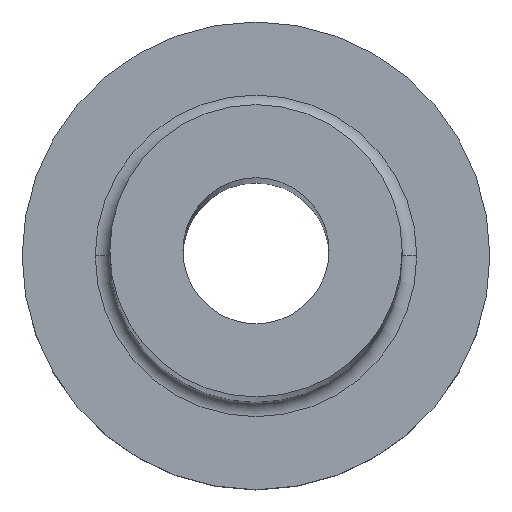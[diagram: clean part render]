
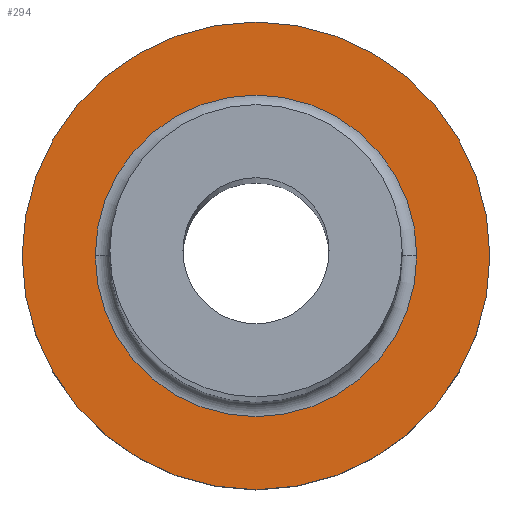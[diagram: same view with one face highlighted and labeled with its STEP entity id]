
A CAD part, top view. The second image highlights one B-rep face of the part: STEP entity #294.
In plain terms, the highlighted planar face has unit normal (0, 0, 1).
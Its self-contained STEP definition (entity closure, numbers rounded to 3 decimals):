
#2 = EDGE_LOOP ( 'NONE', ( #123, #119 ) ) ;
#5 = AXIS2_PLACEMENT_3D ( 'NONE', #232, #126, #377 ) ;
#22 = DIRECTION ( 'NONE',  ( 1., 0., 0. ) ) ;
#24 = CARTESIAN_POINT ( 'NONE',  ( 0., 0., 5. ) ) ;
#26 = EDGE_CURVE ( 'NONE', #47, #270, #347, .T. ) ;
#28 = PLANE ( 'NONE',  #221 ) ;
#31 = CARTESIAN_POINT ( 'NONE',  ( 8., 0., 5. ) ) ;
#33 = EDGE_CURVE ( 'NONE', #330, #304, #323, .T. ) ;
#38 = DIRECTION ( 'NONE',  ( 0., 0., -1. ) ) ;
#43 = ORIENTED_EDGE ( 'NONE', *, *, #33, .T. ) ;
#46 = CARTESIAN_POINT ( 'NONE',  ( 0., 0., 5. ) ) ;
#47 = VERTEX_POINT ( 'NONE', #340 ) ;
#67 = FACE_OUTER_BOUND ( 'NONE', #2, .T. ) ;
#71 = CARTESIAN_POINT ( 'NONE',  ( -5.5, 0., 5. ) ) ;
#86 = AXIS2_PLACEMENT_3D ( 'NONE', #326, #38, #318 ) ;
#87 = DIRECTION ( 'NONE',  ( 1., 0., 0. ) ) ;
#96 = DIRECTION ( 'NONE',  ( 1., 0., 0. ) ) ;
#104 = EDGE_LOOP ( 'NONE', ( #316, #43 ) ) ;
#119 = ORIENTED_EDGE ( 'NONE', *, *, #160, .T. ) ;
#123 = ORIENTED_EDGE ( 'NONE', *, *, #26, .T. ) ;
#126 = DIRECTION ( 'NONE',  ( 0., 0., -1. ) ) ;
#131 = CARTESIAN_POINT ( 'NONE',  ( 5.5, 0., 5. ) ) ;
#141 = CIRCLE ( 'NONE', #305, 8. ) ;
#146 = DIRECTION ( 'NONE',  ( 0., 0., 1. ) ) ;
#160 = EDGE_CURVE ( 'NONE', #270, #47, #141, .T. ) ;
#181 = FACE_BOUND ( 'NONE', #104, .T. ) ;
#221 = AXIS2_PLACEMENT_3D ( 'NONE', #287, #241, #96 ) ;
#232 = CARTESIAN_POINT ( 'NONE',  ( 0., 0., 5. ) ) ;
#241 = DIRECTION ( 'NONE',  ( 0., 0., 1. ) ) ;
#253 = DIRECTION ( 'NONE',  ( 0., 0., 1. ) ) ;
#270 = VERTEX_POINT ( 'NONE', #31 ) ;
#287 = CARTESIAN_POINT ( 'NONE',  ( 0., 0., 5. ) ) ;
#291 = CIRCLE ( 'NONE', #86, 5.5 ) ;
#294 = ADVANCED_FACE ( 'NONE', ( #181, #67 ), #28, .T. ) ;
#295 = EDGE_CURVE ( 'NONE', #304, #330, #291, .T. ) ;
#304 = VERTEX_POINT ( 'NONE', #131 ) ;
#305 = AXIS2_PLACEMENT_3D ( 'NONE', #24, #146, #87 ) ;
#316 = ORIENTED_EDGE ( 'NONE', *, *, #295, .T. ) ;
#318 = DIRECTION ( 'NONE',  ( 1., 0., 0. ) ) ;
#323 = CIRCLE ( 'NONE', #5, 5.5 ) ;
#326 = CARTESIAN_POINT ( 'NONE',  ( 0., 0., 5. ) ) ;
#330 = VERTEX_POINT ( 'NONE', #71 ) ;
#340 = CARTESIAN_POINT ( 'NONE',  ( -8., 0., 5. ) ) ;
#341 = AXIS2_PLACEMENT_3D ( 'NONE', #46, #253, #22 ) ;
#347 = CIRCLE ( 'NONE', #341, 8. ) ;
#377 = DIRECTION ( 'NONE',  ( 1., 0., 0. ) ) ;
